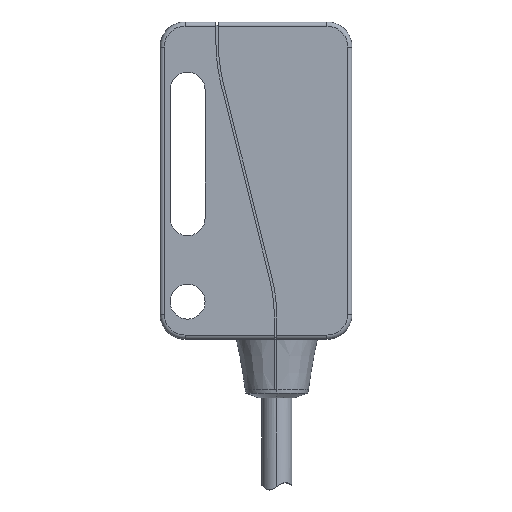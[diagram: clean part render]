
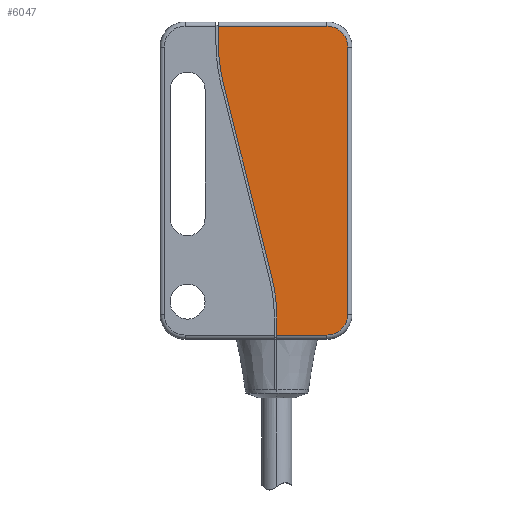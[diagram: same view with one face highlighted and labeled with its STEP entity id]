
A CAD part, top view. The second image highlights one B-rep face of the part: STEP entity #6047.
In plain terms, the highlighted planar face has unit normal (0, 0, 1).
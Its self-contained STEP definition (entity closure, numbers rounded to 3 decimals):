
#2364=CARTESIAN_POINT('',(23.7,30.962,5.5));
#2365=DIRECTION('',(0.,0.,1.));
#2366=DIRECTION('',(-1.,0.,0.));
#2367=AXIS2_PLACEMENT_3D('',#2364,#2365,#2366);
#2372=DIRECTION('',(0.,1.,0.));
#2373=VECTOR('',#2372,2.038);
#2374=CARTESIAN_POINT('',(3.7,30.962,5.5));
#2375=LINE('',#2374,#2373);
#2379=DIRECTION('',(-1.,0.,0.));
#2380=VECTOR('',#2379,13.);
#2381=CARTESIAN_POINT('',(16.7,33.,5.5));
#2382=LINE('',#2381,#2380);
#2386=CARTESIAN_POINT('',(16.7,30.5,5.5));
#2387=DIRECTION('',(0.,0.,1.));
#2388=DIRECTION('',(1.,0.,0.));
#2389=AXIS2_PLACEMENT_3D('',#2386,#2387,#2388);
#2394=DIRECTION('',(0.,1.,0.));
#2395=VECTOR('',#2394,32.);
#2396=CARTESIAN_POINT('',(19.2,-1.5,5.5));
#2397=LINE('',#2396,#2395);
#2401=CARTESIAN_POINT('',(16.7,-1.5,5.5));
#2402=DIRECTION('',(0.,0.,1.));
#2403=DIRECTION('',(0.,-1.,0.));
#2404=AXIS2_PLACEMENT_3D('',#2401,#2402,#2403);
#2409=DIRECTION('',(1.,0.,0.));
#2410=VECTOR('',#2409,6.);
#2411=CARTESIAN_POINT('',(10.7,-4.,5.5));
#2412=LINE('',#2411,#2410);
#2416=DIRECTION('',(0.,1.,0.));
#2417=VECTOR('',#2416,2.038);
#2418=CARTESIAN_POINT('',(10.7,-4.,5.5));
#2419=LINE('',#2418,#2417);
#2423=DIRECTION('',(-0.243,0.97,0.));
#2424=VECTOR('',#2423,23.938);
#2425=CARTESIAN_POINT('',(10.103,2.889,5.5));
#2426=LINE('',#2425,#2424);
#2467=CARTESIAN_POINT('',(-9.3,-1.962,5.5));
#2468=DIRECTION('',(0.,0.,-1.));
#2469=DIRECTION('',(0.97,0.243,0.));
#2470=AXIS2_PLACEMENT_3D('',#2467,#2468,#2469);
#3885=CARTESIAN_POINT('',(3.7,33.,5.5));
#3887=VERTEX_POINT('',#3885);
#3891=CARTESIAN_POINT('',(16.7,33.,5.5));
#3892=VERTEX_POINT('',#3891);
#3893=CARTESIAN_POINT('',(19.2,30.5,5.5));
#3894=VERTEX_POINT('',#3893);
#3897=CARTESIAN_POINT('',(19.2,-1.5,5.5));
#3898=VERTEX_POINT('',#3897);
#3901=CARTESIAN_POINT('',(16.7,-4.,5.5));
#3902=VERTEX_POINT('',#3901);
#3906=CARTESIAN_POINT('',(10.7,-4.,5.5));
#3908=VERTEX_POINT('',#3906);
#3945=CARTESIAN_POINT('',(10.7,-1.962,5.5));
#3946=VERTEX_POINT('',#3945);
#3949=CARTESIAN_POINT('',(10.103,2.889,5.5));
#3950=VERTEX_POINT('',#3949);
#3951=CARTESIAN_POINT('',(3.7,30.962,5.5));
#3952=CARTESIAN_POINT('',(4.297,26.111,5.5));
#3953=VERTEX_POINT('',#3951);
#3954=VERTEX_POINT('',#3952);
#6023=CARTESIAN_POINT('',(0.,0.,5.5));
#6024=DIRECTION('',(0.,0.,-1.));
#6025=DIRECTION('',(-1.,0.,0.));
#6026=AXIS2_PLACEMENT_3D('',#6023,#6024,#6025);
#6027=PLANE('',#6026);
#6029=ORIENTED_EDGE('',*,*,#6028,.F.);
#6030=ORIENTED_EDGE('',*,*,#4805,.T.);
#6032=ORIENTED_EDGE('',*,*,#6031,.F.);
#6034=ORIENTED_EDGE('',*,*,#6033,.F.);
#6036=ORIENTED_EDGE('',*,*,#6035,.F.);
#6038=ORIENTED_EDGE('',*,*,#6037,.F.);
#6039=ORIENTED_EDGE('',*,*,#6015,.F.);
#6040=ORIENTED_EDGE('',*,*,#4995,.T.);
#6042=ORIENTED_EDGE('',*,*,#6041,.F.);
#6044=ORIENTED_EDGE('',*,*,#6043,.T.);
#6045=EDGE_LOOP('',(#6029,#6030,#6032,#6034,#6036,#6038,#6039,#6040,#6042,
#6044));
#6046=FACE_OUTER_BOUND('',#6045,.F.);
#6047=ADVANCED_FACE('',(#6046),#6027,.F.);
#2368=CIRCLE('',#2367,20.);
#2390=CIRCLE('',#2389,2.5);
#2405=CIRCLE('',#2404,2.5);
#2471=CIRCLE('',#2470,20.);
#4805=EDGE_CURVE('',#3953,#3887,#2375,.T.);
#4995=EDGE_CURVE('',#3908,#3946,#2419,.T.);
#6015=EDGE_CURVE('',#3908,#3902,#2412,.T.);
#6028=EDGE_CURVE('',#3953,#3954,#2368,.T.);
#6031=EDGE_CURVE('',#3892,#3887,#2382,.T.);
#6033=EDGE_CURVE('',#3894,#3892,#2390,.T.);
#6035=EDGE_CURVE('',#3898,#3894,#2397,.T.);
#6037=EDGE_CURVE('',#3902,#3898,#2405,.T.);
#6041=EDGE_CURVE('',#3950,#3946,#2471,.T.);
#6043=EDGE_CURVE('',#3950,#3954,#2426,.T.);
